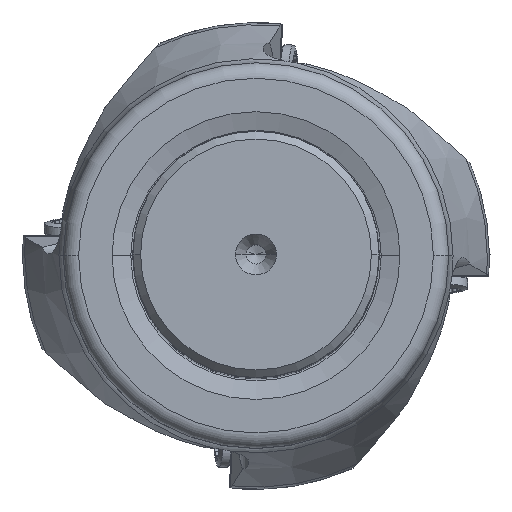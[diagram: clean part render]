
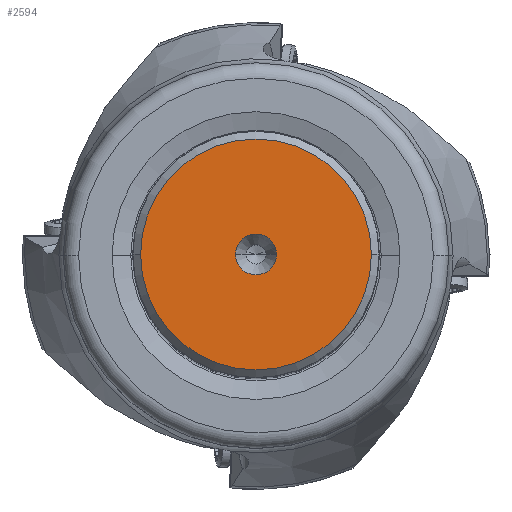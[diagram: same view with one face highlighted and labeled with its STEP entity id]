
A CAD part, top view. The second image highlights one B-rep face of the part: STEP entity #2594.
In plain terms, the highlighted planar face has unit normal (0, 0, 1).
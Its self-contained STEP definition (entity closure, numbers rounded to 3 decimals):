
#183=FACE_BOUND('',#3962,.T.);
#184=FACE_BOUND('',#3963,.T.);
#2594=ADVANCED_FACE('',(#183,#184),#3068,.T.);
#3068=PLANE('',#11879);
#3962=EDGE_LOOP('',(#5750,#5751,#5752,#5753));
#3963=EDGE_LOOP('',(#5754,#5755));
#5750=ORIENTED_EDGE('',*,*,#9575,.F.);
#5751=ORIENTED_EDGE('',*,*,#9574,.F.);
#5752=ORIENTED_EDGE('',*,*,#9576,.F.);
#5753=ORIENTED_EDGE('',*,*,#9577,.F.);
#5754=ORIENTED_EDGE('',*,*,#9578,.F.);
#5755=ORIENTED_EDGE('',*,*,#9579,.F.);
#8249=VERTEX_POINT('',#20083);
#8250=VERTEX_POINT('',#20085);
#8251=VERTEX_POINT('',#20087);
#8252=VERTEX_POINT('',#20091);
#8253=VERTEX_POINT('',#20094);
#8254=VERTEX_POINT('',#20095);
#9574=EDGE_CURVE('',#8250,#8251,#10659,.T.);
#9575=EDGE_CURVE('',#8251,#8249,#10660,.T.);
#9576=EDGE_CURVE('',#8252,#8250,#10661,.T.);
#9577=EDGE_CURVE('',#8249,#8252,#10662,.T.);
#9578=EDGE_CURVE('',#8253,#8254,#10663,.T.);
#9579=EDGE_CURVE('',#8254,#8253,#10664,.T.);
#10659=CIRCLE('',#11872,14.965);
#10660=CIRCLE('',#11873,14.965);
#10661=CIRCLE('',#11875,14.965);
#10662=CIRCLE('',#11876,14.965);
#10663=CIRCLE('',#11877,2.65);
#10664=CIRCLE('',#11878,2.65);
#11872=AXIS2_PLACEMENT_3D('',#20086,#13783,#13784);
#11873=AXIS2_PLACEMENT_3D('',#20088,#13785,#13786);
#11875=AXIS2_PLACEMENT_3D('',#20090,#13789,#13790);
#11876=AXIS2_PLACEMENT_3D('',#20092,#13791,#13792);
#11877=AXIS2_PLACEMENT_3D('',#20093,#13793,#13794);
#11878=AXIS2_PLACEMENT_3D('',#20096,#13795,#13796);
#11879=AXIS2_PLACEMENT_3D('',#20097,#13797,#13798);
#13783=DIRECTION('',(0.,0.,-1.));
#13784=DIRECTION('',(-1.,0.,0.));
#13785=DIRECTION('',(0.,0.,-1.));
#13786=DIRECTION('',(0.,1.,0.));
#13789=DIRECTION('',(0.,0.,-1.));
#13790=DIRECTION('',(0.,-1.,0.));
#13791=DIRECTION('',(0.,0.,-1.));
#13792=DIRECTION('',(1.,0.,0.));
#13793=DIRECTION('',(0.,0.,1.));
#13794=DIRECTION('',(1.,0.,0.));
#13795=DIRECTION('',(0.,0.,1.));
#13796=DIRECTION('',(-1.,0.,0.));
#13797=DIRECTION('',(0.,0.,1.));
#13798=DIRECTION('',(1.,0.,0.));
#20083=CARTESIAN_POINT('',(14.965,0.,0.));
#20085=CARTESIAN_POINT('',(-14.965,0.,0.));
#20086=CARTESIAN_POINT('',(0.,0.,0.));
#20087=CARTESIAN_POINT('',(0.,14.965,0.));
#20088=CARTESIAN_POINT('',(0.,0.,0.));
#20090=CARTESIAN_POINT('',(0.,0.,0.));
#20091=CARTESIAN_POINT('',(0.,-14.965,0.));
#20092=CARTESIAN_POINT('',(0.,0.,0.));
#20093=CARTESIAN_POINT('',(0.,0.,0.));
#20094=CARTESIAN_POINT('',(2.65,0.,0.));
#20095=CARTESIAN_POINT('',(-2.65,0.,0.));
#20096=CARTESIAN_POINT('',(0.,0.,0.));
#20097=CARTESIAN_POINT('',(0.,0.001,0.));
